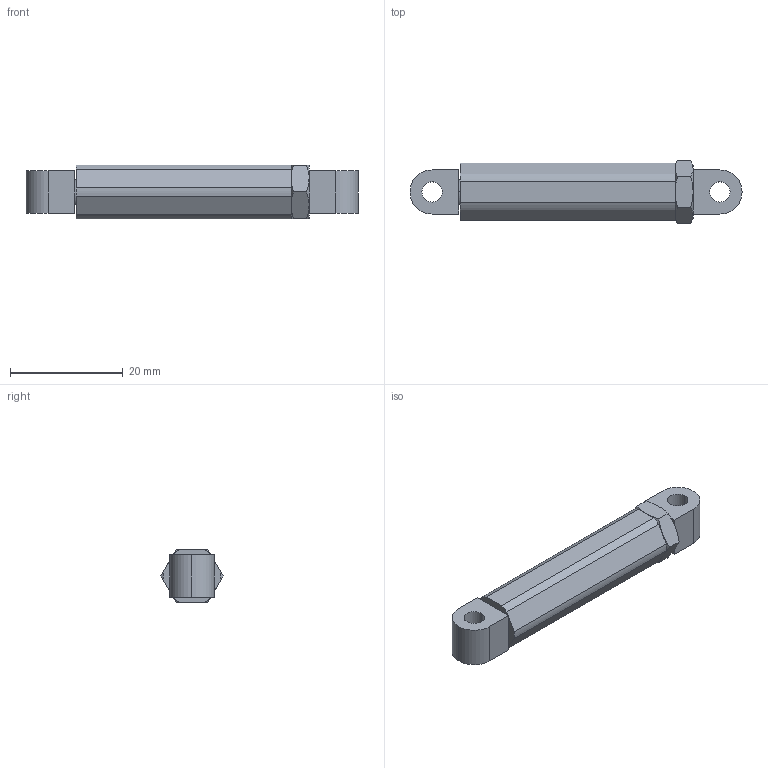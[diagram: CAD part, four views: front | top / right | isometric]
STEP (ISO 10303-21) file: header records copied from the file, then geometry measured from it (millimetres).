
FILE_DESCRIPTION (( 'STEP AP203' ), '1' );
FILE_NAME ('REV-21-3705.STEP', '2024-10-08T15:44:01', ( '' ), ( '' ), 'SwSTEP 2.0', 'SolidWorks 2022', '' );
FILE_SCHEMA (( 'CONFIG_CONTROL_DESIGN' ));
Length unit declared in the file: millimetre
Products named in the file (5): REV-21-3705-P04; REV-21-3705-P01; REV-21-3705-P03; REV-21-3705; REV-21-3705-P02
Assembly tree (4 placements, depth 2):
  REV-21-3705
    REV-21-3705-P01
    REV-21-3705-P02
    REV-21-3705-P03
    REV-21-3705-P04
Bounding box: 58.81 x 11 x 9.53 mm (x, y, z)
Volume: 4250.6 mm3; surface area: 3794.7 mm2
Topology: 4 solids, 4 shells, 78 faces, 176 edges, 110 vertices
Faces by surface type: plane 30, cylinder 22, cone 18, torus 8
Entity records: 2789 total; most frequent: CARTESIAN_POINT 483, DIRECTION 404, ORIENTED_EDGE 352, EDGE_CURVE 176, AXIS2_PLACEMENT_3D 167, VERTEX_POINT 110, EDGE_LOOP 90, CIRCLE 82
